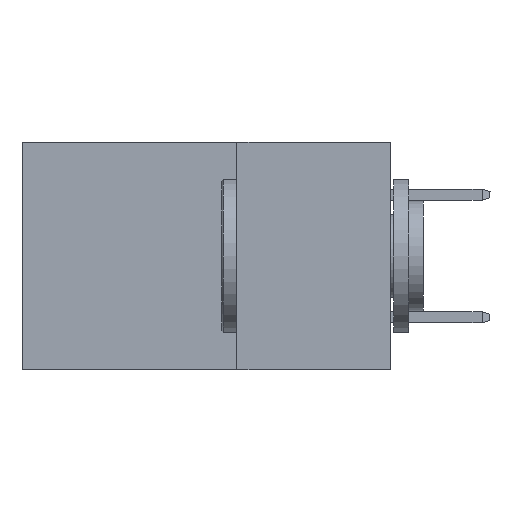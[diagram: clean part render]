
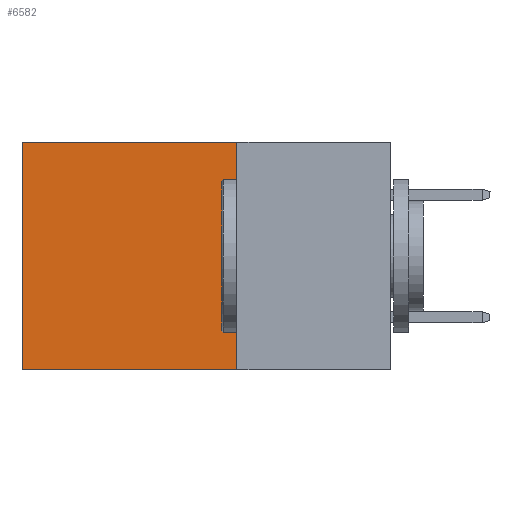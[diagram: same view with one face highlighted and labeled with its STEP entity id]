
A CAD part, left-side view. The second image highlights one B-rep face of the part: STEP entity #6582.
In plain terms, the highlighted planar face has unit normal (-1, 0, 0).
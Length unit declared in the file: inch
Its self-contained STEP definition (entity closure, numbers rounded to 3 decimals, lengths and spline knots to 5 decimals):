
#29 = DIRECTION ( 'NONE',  ( 0., 0., -1. ) ) ;
#48 = ORIENTED_EDGE ( 'NONE', *, *, #399, .F. ) ;
#393 = ORIENTED_EDGE ( 'NONE', *, *, #2845, .F. ) ;
#399 = EDGE_CURVE ( 'NONE', #7114, #1704, #9666, .T. ) ;
#765 = CARTESIAN_POINT ( 'NONE',  ( 0.2875, 0.25, -0.37 ) ) ;
#1202 = CARTESIAN_POINT ( 'NONE',  ( 0.2875, 0.6, 0. ) ) ;
#1704 = VERTEX_POINT ( 'NONE', #765 ) ;
#2242 = FACE_OUTER_BOUND ( 'NONE', #7734, .T. ) ;
#2260 = ORIENTED_EDGE ( 'NONE', *, *, #3639, .T. ) ;
#2673 = CARTESIAN_POINT ( 'NONE',  ( 0.2875, 0.25, -0.37 ) ) ;
#2845 = EDGE_CURVE ( 'NONE', #1704, #5111, #5818, .T. ) ;
#3097 = CARTESIAN_POINT ( 'NONE',  ( 0.2875, 0.25, 0. ) ) ;
#3639 = EDGE_CURVE ( 'NONE', #3781, #5111, #4049, .T. ) ;
#3781 = VERTEX_POINT ( 'NONE', #9927 ) ;
#4049 = LINE ( 'NONE', #1202, #9649 ) ;
#4405 = ORIENTED_EDGE ( 'NONE', *, *, #13069, .T. ) ;
#4422 = VECTOR ( 'NONE', #10398, 39.37008 ) ;
#4983 = CARTESIAN_POINT ( 'NONE',  ( 0.2875, 0.25, 0. ) ) ;
#5111 = VERTEX_POINT ( 'NONE', #8249 ) ;
#5818 = LINE ( 'NONE', #2673, #13536 ) ;
#6133 = DIRECTION ( 'NONE',  ( 0., 0., -1. ) ) ;
#6507 = DIRECTION ( 'NONE',  ( 0., 0., -1. ) ) ;
#6582 = ADVANCED_FACE ( 'NONE', ( #2242 ), #10523, .F. ) ;
#6891 = VECTOR ( 'NONE', #6133, 39.37008 ) ;
#7114 = VERTEX_POINT ( 'NONE', #7146 ) ;
#7146 = CARTESIAN_POINT ( 'NONE',  ( 0.2875, 0.25, 0. ) ) ;
#7734 = EDGE_LOOP ( 'NONE', ( #2260, #393, #48, #4405 ) ) ;
#7775 = LINE ( 'NONE', #9526, #4422 ) ;
#8249 = CARTESIAN_POINT ( 'NONE',  ( 0.2875, 0.6, -0.37 ) ) ;
#8251 = DIRECTION ( 'NONE',  ( 1., 0., 0. ) ) ;
#9526 = CARTESIAN_POINT ( 'NONE',  ( 0.2875, 0.25, 0. ) ) ;
#9617 = AXIS2_PLACEMENT_3D ( 'NONE', #3097, #8251, #29 ) ;
#9649 = VECTOR ( 'NONE', #6507, 39.37008 ) ;
#9666 = LINE ( 'NONE', #4983, #6891 ) ;
#9927 = CARTESIAN_POINT ( 'NONE',  ( 0.2875, 0.6, 0. ) ) ;
#10075 = DIRECTION ( 'NONE',  ( 0., 1., 0. ) ) ;
#10398 = DIRECTION ( 'NONE',  ( 0., 1., 0. ) ) ;
#10523 = PLANE ( 'NONE',  #9617 ) ;
#13069 = EDGE_CURVE ( 'NONE', #7114, #3781, #7775, .T. ) ;
#13536 = VECTOR ( 'NONE', #10075, 39.37008 ) ;
